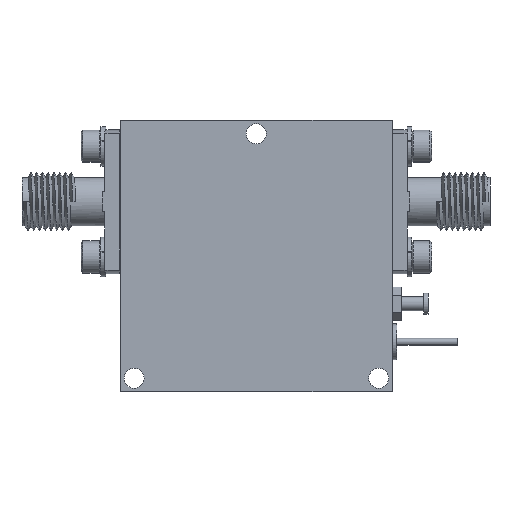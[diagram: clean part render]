
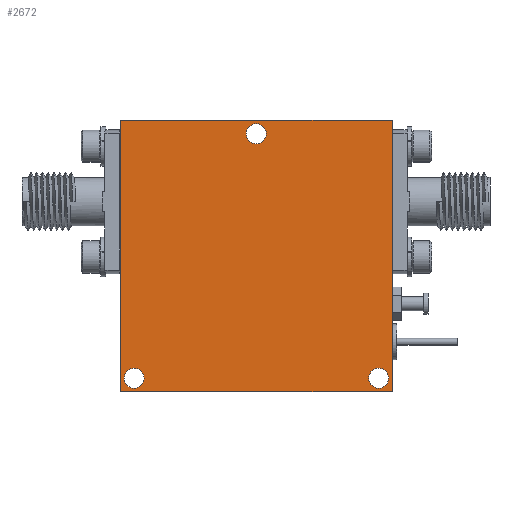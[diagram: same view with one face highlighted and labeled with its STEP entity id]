
A CAD part, front view. The second image highlights one B-rep face of the part: STEP entity #2672.
In plain terms, the highlighted planar face has unit normal (0, -1, 0).
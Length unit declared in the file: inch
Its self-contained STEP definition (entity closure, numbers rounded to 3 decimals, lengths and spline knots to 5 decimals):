
#206 = EDGE_CURVE ( 'NONE', #3712, #6555, #8042, .T. ) ;
#343 = ORIENTED_EDGE ( 'NONE', *, *, #12739, .F. ) ;
#420 = CARTESIAN_POINT ( 'NONE',  ( 0.59055, 0., 0.59055 ) ) ;
#445 = FACE_OUTER_BOUND ( 'NONE', #1086, .T. ) ;
#480 = EDGE_CURVE ( 'NONE', #6555, #6554, #5628, .T. ) ;
#543 = CARTESIAN_POINT ( 'NONE',  ( 0.5315, 0., -0.5315 ) ) ;
#983 = LINE ( 'NONE', #10546, #1412 ) ;
#988 = ORIENTED_EDGE ( 'NONE', *, *, #9741, .F. ) ;
#1051 = CARTESIAN_POINT ( 'NONE',  ( 0., 0., 0. ) ) ;
#1086 = EDGE_LOOP ( 'NONE', ( #7414, #1363, #8920, #2468 ) ) ;
#1321 = VECTOR ( 'NONE', #8766, 39.37008 ) ;
#1363 = ORIENTED_EDGE ( 'NONE', *, *, #206, .F. ) ;
#1412 = VECTOR ( 'NONE', #8428, 39.37008 ) ;
#1562 = DIRECTION ( 'NONE',  ( 0., 0., -1. ) ) ;
#1765 = FACE_BOUND ( 'NONE', #7932, .T. ) ;
#1775 = CARTESIAN_POINT ( 'NONE',  ( -0.5315, 0., -0.48819 ) ) ;
#1876 = CIRCLE ( 'NONE', #2516, 0.04331 ) ;
#1947 = VECTOR ( 'NONE', #6733, 39.37008 ) ;
#2045 = CARTESIAN_POINT ( 'NONE',  ( -0.5315, 0., -0.5315 ) ) ;
#2096 = CIRCLE ( 'NONE', #7757, 0.04331 ) ;
#2127 = AXIS2_PLACEMENT_3D ( 'NONE', #543, #2400, #5682 ) ;
#2400 = DIRECTION ( 'NONE',  ( 0., -1., 0. ) ) ;
#2468 = ORIENTED_EDGE ( 'NONE', *, *, #9559, .F. ) ;
#2516 = AXIS2_PLACEMENT_3D ( 'NONE', #11910, #5468, #10531 ) ;
#2609 = DIRECTION ( 'NONE',  ( 0., 0., 1. ) ) ;
#2672 = ADVANCED_FACE ( 'NONE', ( #12031, #1765, #5663, #445 ), #6809, .T. ) ;
#2684 = DIRECTION ( 'NONE',  ( 0., 0., -1. ) ) ;
#2839 = CARTESIAN_POINT ( 'NONE',  ( -0.59055, 0., 0.59055 ) ) ;
#2912 = CARTESIAN_POINT ( 'NONE',  ( 0., 0., 0.48819 ) ) ;
#3010 = CARTESIAN_POINT ( 'NONE',  ( -0.5315, 0., -0.5748 ) ) ;
#3194 = CIRCLE ( 'NONE', #2127, 0.04331 ) ;
#3258 = EDGE_LOOP ( 'NONE', ( #12328, #7627 ) ) ;
#3266 = CARTESIAN_POINT ( 'NONE',  ( 0., 0., 0.5748 ) ) ;
#3614 = DIRECTION ( 'NONE',  ( 0., -1., 0. ) ) ;
#3712 = VERTEX_POINT ( 'NONE', #4826 ) ;
#3760 = LINE ( 'NONE', #7937, #6284 ) ;
#3923 = ORIENTED_EDGE ( 'NONE', *, *, #10732, .F. ) ;
#4371 = VERTEX_POINT ( 'NONE', #1775 ) ;
#4415 = CARTESIAN_POINT ( 'NONE',  ( 0.5315, 0., -0.5748 ) ) ;
#4740 = DIRECTION ( 'NONE',  ( 0., -1., 0. ) ) ;
#4765 = AXIS2_PLACEMENT_3D ( 'NONE', #6856, #4740, #2684 ) ;
#4826 = CARTESIAN_POINT ( 'NONE',  ( -0.59055, 0., 0.59055 ) ) ;
#4940 = CARTESIAN_POINT ( 'NONE',  ( -0.59055, 0., -0.59055 ) ) ;
#5244 = DIRECTION ( 'NONE',  ( 0., -1., 0. ) ) ;
#5270 = EDGE_CURVE ( 'NONE', #9820, #3712, #3760, .T. ) ;
#5468 = DIRECTION ( 'NONE',  ( 0., -1., 0. ) ) ;
#5628 = LINE ( 'NONE', #420, #1321 ) ;
#5663 = FACE_BOUND ( 'NONE', #10600, .T. ) ;
#5682 = DIRECTION ( 'NONE',  ( 0., 0., -1. ) ) ;
#5995 = CARTESIAN_POINT ( 'NONE',  ( 0.59055, 0., -0.59055 ) ) ;
#6284 = VECTOR ( 'NONE', #2609, 39.37008 ) ;
#6554 = VERTEX_POINT ( 'NONE', #5995 ) ;
#6555 = VERTEX_POINT ( 'NONE', #7012 ) ;
#6638 = DIRECTION ( 'NONE',  ( 0., 0., -1. ) ) ;
#6733 = DIRECTION ( 'NONE',  ( 1., 0., 0. ) ) ;
#6809 = PLANE ( 'NONE',  #12515 ) ;
#6856 = CARTESIAN_POINT ( 'NONE',  ( -0.5315, 0., -0.5315 ) ) ;
#7012 = CARTESIAN_POINT ( 'NONE',  ( 0.59055, 0., 0.59055 ) ) ;
#7219 = DIRECTION ( 'NONE',  ( 0., 0., -1. ) ) ;
#7335 = VERTEX_POINT ( 'NONE', #3266 ) ;
#7414 = ORIENTED_EDGE ( 'NONE', *, *, #480, .F. ) ;
#7559 = EDGE_CURVE ( 'NONE', #4371, #11711, #10879, .T. ) ;
#7627 = ORIENTED_EDGE ( 'NONE', *, *, #10338, .F. ) ;
#7695 = CIRCLE ( 'NONE', #8358, 0.04331 ) ;
#7757 = AXIS2_PLACEMENT_3D ( 'NONE', #7883, #12003, #6638 ) ;
#7883 = CARTESIAN_POINT ( 'NONE',  ( 0., 0., 0.5315 ) ) ;
#7932 = EDGE_LOOP ( 'NONE', ( #13034, #3923 ) ) ;
#7937 = CARTESIAN_POINT ( 'NONE',  ( -0.59055, 0., 0.59055 ) ) ;
#8042 = LINE ( 'NONE', #2839, #1947 ) ;
#8358 = AXIS2_PLACEMENT_3D ( 'NONE', #8812, #3614, #1562 ) ;
#8420 = VERTEX_POINT ( 'NONE', #2912 ) ;
#8428 = DIRECTION ( 'NONE',  ( -1., 0., 0. ) ) ;
#8492 = VERTEX_POINT ( 'NONE', #4415 ) ;
#8766 = DIRECTION ( 'NONE',  ( 0., 0., -1. ) ) ;
#8812 = CARTESIAN_POINT ( 'NONE',  ( 0., 0., 0.5315 ) ) ;
#8905 = EDGE_CURVE ( 'NONE', #9995, #8492, #1876, .T. ) ;
#8920 = ORIENTED_EDGE ( 'NONE', *, *, #5270, .F. ) ;
#9460 = CARTESIAN_POINT ( 'NONE',  ( 0.5315, 0., -0.48819 ) ) ;
#9559 = EDGE_CURVE ( 'NONE', #6554, #9820, #983, .T. ) ;
#9741 = EDGE_CURVE ( 'NONE', #8420, #7335, #2096, .T. ) ;
#9820 = VERTEX_POINT ( 'NONE', #4940 ) ;
#9995 = VERTEX_POINT ( 'NONE', #9460 ) ;
#10338 = EDGE_CURVE ( 'NONE', #11711, #4371, #11313, .T. ) ;
#10531 = DIRECTION ( 'NONE',  ( 0., 0., -1. ) ) ;
#10546 = CARTESIAN_POINT ( 'NONE',  ( -0.59055, 0., -0.59055 ) ) ;
#10600 = EDGE_LOOP ( 'NONE', ( #343, #988 ) ) ;
#10732 = EDGE_CURVE ( 'NONE', #8492, #9995, #3194, .T. ) ;
#10879 = CIRCLE ( 'NONE', #13098, 0.04331 ) ;
#11139 = DIRECTION ( 'NONE',  ( 0., 0., -1. ) ) ;
#11313 = CIRCLE ( 'NONE', #4765, 0.04331 ) ;
#11711 = VERTEX_POINT ( 'NONE', #3010 ) ;
#11910 = CARTESIAN_POINT ( 'NONE',  ( 0.5315, 0., -0.5315 ) ) ;
#12003 = DIRECTION ( 'NONE',  ( 0., -1., 0. ) ) ;
#12031 = FACE_BOUND ( 'NONE', #3258, .T. ) ;
#12328 = ORIENTED_EDGE ( 'NONE', *, *, #7559, .F. ) ;
#12382 = DIRECTION ( 'NONE',  ( 0., -1., 0. ) ) ;
#12515 = AXIS2_PLACEMENT_3D ( 'NONE', #1051, #5244, #7219 ) ;
#12739 = EDGE_CURVE ( 'NONE', #7335, #8420, #7695, .T. ) ;
#13034 = ORIENTED_EDGE ( 'NONE', *, *, #8905, .F. ) ;
#13098 = AXIS2_PLACEMENT_3D ( 'NONE', #2045, #12382, #11139 ) ;
